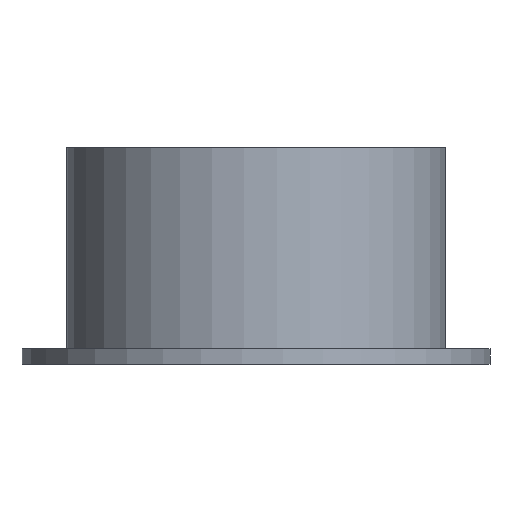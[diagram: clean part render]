
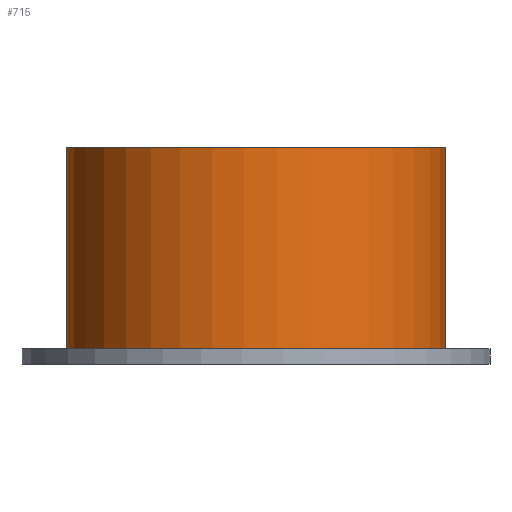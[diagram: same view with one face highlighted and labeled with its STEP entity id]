
A CAD part, front view. The second image highlights one B-rep face of the part: STEP entity #715.
In plain terms, the highlighted cylindrical face has radius 49 mm (diameter 98 mm), a full revolution.
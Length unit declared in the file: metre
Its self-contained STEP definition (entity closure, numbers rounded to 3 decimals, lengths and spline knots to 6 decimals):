
#25=B_SPLINE_CURVE_WITH_KNOTS('',3,(#1203,#1204,#1205,#1206,#1207,#1208,
#1209,#1210,#1211,#1212,#1213),.UNSPECIFIED.,.T.,.F.,(1,1,1,1,1,1,1,1,1,
1,1,1,1,1,1),(-0.011729,-0.007819,-0.00391,
0.,0.00391,0.007819,0.011729,0.015639,
0.019549,0.023458,0.027368,0.031278,
0.035188,0.039097,0.043007),.UNSPECIFIED.);
#299=ORIENTED_EDGE('',*,*,#401,.T.);
#300=ORIENTED_EDGE('',*,*,#393,.F.);
#301=ORIENTED_EDGE('',*,*,#408,.F.);
#393=EDGE_CURVE('',#460,#460,#491,.T.);
#401=EDGE_CURVE('',#466,#466,#498,.T.);
#408=EDGE_CURVE('',#473,#473,#25,.T.);
#460=VERTEX_POINT('',#1159);
#466=VERTEX_POINT('',#1175);
#473=VERTEX_POINT('',#1214);
#491=CIRCLE('',#780,0.049);
#498=CIRCLE('',#789,0.049);
#561=EDGE_LOOP('',(#299));
#562=EDGE_LOOP('',(#300));
#563=EDGE_LOOP('',(#301));
#643=FACE_BOUND('',#561,.T.);
#644=FACE_BOUND('',#562,.T.);
#645=FACE_BOUND('',#563,.T.);
#675=CYLINDRICAL_SURFACE('',#799,0.049);
#715=ADVANCED_FACE('',(#643,#644,#645),#675,.T.);
#780=AXIS2_PLACEMENT_3D('',#1158,#946,#947);
#789=AXIS2_PLACEMENT_3D('',#1174,#965,#966);
#799=AXIS2_PLACEMENT_3D('',#1202,#985,#986);
#946=DIRECTION('',(0.,0.,1.));
#947=DIRECTION('',(0.552,0.834,0.));
#965=DIRECTION('',(0.,0.,1.));
#966=DIRECTION('',(0.552,0.834,0.));
#985=DIRECTION('',(0.,0.,-1.));
#986=DIRECTION('',(-0.552,-0.834,0.));
#1158=CARTESIAN_POINT('',(0.040779,-0.09288,0.092108));
#1159=CARTESIAN_POINT('',(0.067824,-0.052019,0.092108));
#1174=CARTESIAN_POINT('',(0.040779,-0.09288,0.040108));
#1175=CARTESIAN_POINT('',(0.067824,-0.052019,0.040108));
#1202=CARTESIAN_POINT('',(0.040779,-0.09288,0.092108));
#1203=CARTESIAN_POINT('',(0.002186,-0.06264,0.05403));
#1204=CARTESIAN_POINT('',(0.003245,-0.06139,0.050107));
#1205=CARTESIAN_POINT('',(0.002187,-0.062639,0.046189));
#1206=CARTESIAN_POINT('',(-0.000131,-0.065795,0.044568));
#1207=CARTESIAN_POINT('',(-0.002136,-0.06917,0.046185));
#1208=CARTESIAN_POINT('',(-0.002873,-0.070633,0.050109));
#1209=CARTESIAN_POINT('',(-0.002136,-0.069171,0.054026));
#1210=CARTESIAN_POINT('',(-0.000137,-0.065804,0.055647));
#1211=CARTESIAN_POINT('',(0.002186,-0.06264,0.05403));
#1212=CARTESIAN_POINT('',(0.003245,-0.06139,0.050107));
#1213=CARTESIAN_POINT('',(0.002187,-0.062639,0.046189));
#1214=CARTESIAN_POINT('',(0.002892,-0.061806,0.050108));
